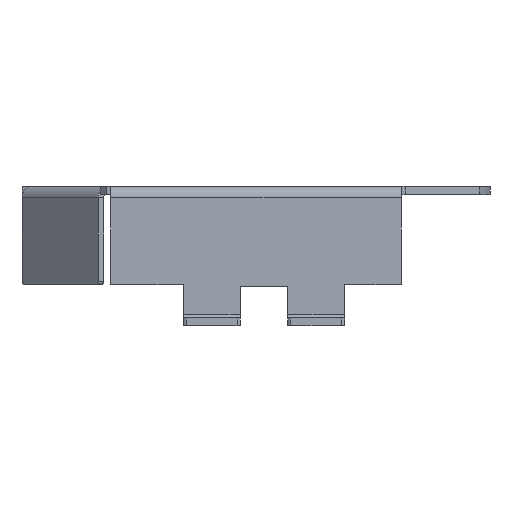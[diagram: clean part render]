
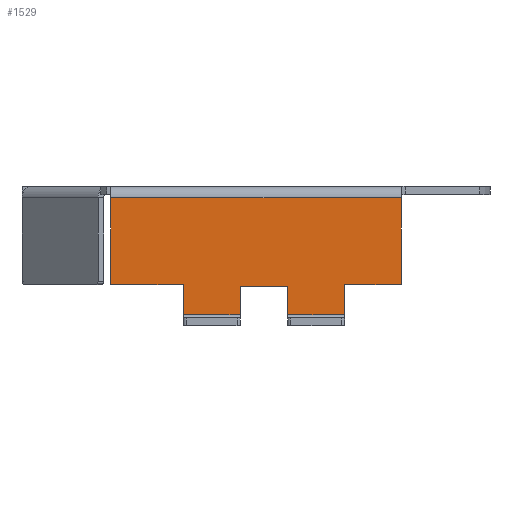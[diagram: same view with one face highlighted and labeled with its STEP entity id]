
A CAD part, left-side view. The second image highlights one B-rep face of the part: STEP entity #1529.
In plain terms, the highlighted planar face has unit normal (-1, 0, 0).
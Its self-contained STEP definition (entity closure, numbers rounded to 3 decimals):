
#9 = CARTESIAN_POINT ( 'NONE',  ( -10.55, -2.6, 0.35 ) ) ;
#200 = EDGE_CURVE ( 'NONE', #4809, #7673, #15585, .T. ) ;
#295 = LINE ( 'NONE', #5457, #15234 ) ;
#352 = DIRECTION ( 'NONE',  ( 0., 0., -1. ) ) ;
#613 = LINE ( 'NONE', #16028, #2256 ) ;
#1091 = AXIS2_PLACEMENT_3D ( 'NONE', #13873, #10283, #352 ) ;
#1304 = ORIENTED_EDGE ( 'NONE', *, *, #5509, .F. ) ;
#1317 = DIRECTION ( 'NONE',  ( 0., -1., 0. ) ) ;
#1529 = ADVANCED_FACE ( 'NONE', ( #8881 ), #7924, .F. ) ;
#1807 = LINE ( 'NONE', #11624, #7108 ) ;
#1874 = CARTESIAN_POINT ( 'NONE',  ( -10.55, 4.8, 0. ) ) ;
#2090 = VECTOR ( 'NONE', #11750, 1000. ) ;
#2183 = DIRECTION ( 'NONE',  ( 0., 1., 0. ) ) ;
#2186 = ORIENTED_EDGE ( 'NONE', *, *, #7527, .T. ) ;
#2256 = VECTOR ( 'NONE', #14662, 1000. ) ;
#2326 = VECTOR ( 'NONE', #1317, 1000. ) ;
#2413 = LINE ( 'NONE', #7443, #6851 ) ;
#2474 = CARTESIAN_POINT ( 'NONE',  ( -10.55, -0.8, 0. ) ) ;
#3018 = VERTEX_POINT ( 'NONE', #10411 ) ;
#3175 = ORIENTED_EDGE ( 'NONE', *, *, #8338, .F. ) ;
#3213 = VERTEX_POINT ( 'NONE', #15903 ) ;
#3492 = EDGE_CURVE ( 'NONE', #12937, #4809, #2413, .T. ) ;
#3601 = EDGE_CURVE ( 'NONE', #10655, #12285, #10295, .T. ) ;
#3769 = CARTESIAN_POINT ( 'NONE',  ( -10.55, 4.8, 1.3 ) ) ;
#4050 = CARTESIAN_POINT ( 'NONE',  ( -10.55, 0., 1.3 ) ) ;
#4460 = DIRECTION ( 'NONE',  ( 0., 0., -1. ) ) ;
#4498 = EDGE_CURVE ( 'NONE', #11615, #12756, #10207, .T. ) ;
#4535 = LINE ( 'NONE', #1874, #7706 ) ;
#4809 = VERTEX_POINT ( 'NONE', #6945 ) ;
#4957 = DIRECTION ( 'NONE',  ( 0., 1., 0. ) ) ;
#5039 = CARTESIAN_POINT ( 'NONE',  ( -10.55, -2.6, 0.35 ) ) ;
#5357 = CARTESIAN_POINT ( 'NONE',  ( -10.55, 0., 1.3 ) ) ;
#5457 = CARTESIAN_POINT ( 'NONE',  ( -10.55, -4.4, 4.05 ) ) ;
#5509 = EDGE_CURVE ( 'NONE', #7728, #3018, #295, .T. ) ;
#5858 = DIRECTION ( 'NONE',  ( 0., 0., -1. ) ) ;
#5880 = VECTOR ( 'NONE', #14829, 1000. ) ;
#6397 = CARTESIAN_POINT ( 'NONE',  ( -10.55, 2.5, 0.35 ) ) ;
#6429 = ORIENTED_EDGE ( 'NONE', *, *, #3492, .F. ) ;
#6699 = CARTESIAN_POINT ( 'NONE',  ( -10.55, 2.5, 0.35 ) ) ;
#6851 = VECTOR ( 'NONE', #2183, 1000. ) ;
#6945 = CARTESIAN_POINT ( 'NONE',  ( -10.55, 0.7, 1.25 ) ) ;
#7108 = VECTOR ( 'NONE', #8903, 1000. ) ;
#7299 = CARTESIAN_POINT ( 'NONE',  ( -10.55, 2.5, 1.3 ) ) ;
#7436 = CARTESIAN_POINT ( 'NONE',  ( -10.55, 4.8, 4.05 ) ) ;
#7443 = CARTESIAN_POINT ( 'NONE',  ( -10.55, 0., 1.25 ) ) ;
#7527 = EDGE_CURVE ( 'NONE', #12285, #3018, #1807, .T. ) ;
#7624 = VECTOR ( 'NONE', #15249, 1000. ) ;
#7673 = VERTEX_POINT ( 'NONE', #9312 ) ;
#7706 = VECTOR ( 'NONE', #4460, 1000. ) ;
#7728 = VERTEX_POINT ( 'NONE', #7436 ) ;
#7924 = PLANE ( 'NONE',  #1091 ) ;
#8109 = VECTOR ( 'NONE', #12379, 1000. ) ;
#8293 = ORIENTED_EDGE ( 'NONE', *, *, #4498, .T. ) ;
#8315 = CARTESIAN_POINT ( 'NONE',  ( -10.55, -4.4, 1.3 ) ) ;
#8338 = EDGE_CURVE ( 'NONE', #10153, #3213, #14928, .T. ) ;
#8638 = EDGE_CURVE ( 'NONE', #7673, #8697, #11097, .T. ) ;
#8697 = VERTEX_POINT ( 'NONE', #6397 ) ;
#8704 = ORIENTED_EDGE ( 'NONE', *, *, #200, .F. ) ;
#8791 = LINE ( 'NONE', #2474, #8109 ) ;
#8881 = FACE_OUTER_BOUND ( 'NONE', #14244, .T. ) ;
#8903 = DIRECTION ( 'NONE',  ( 0., 0., 1. ) ) ;
#9312 = CARTESIAN_POINT ( 'NONE',  ( -10.55, 0.7, 0.35 ) ) ;
#9677 = ORIENTED_EDGE ( 'NONE', *, *, #11448, .F. ) ;
#9822 = ORIENTED_EDGE ( 'NONE', *, *, #8638, .F. ) ;
#9856 = VECTOR ( 'NONE', #5858, 1000. ) ;
#10153 = VERTEX_POINT ( 'NONE', #13927 ) ;
#10207 = LINE ( 'NONE', #4050, #2326 ) ;
#10283 = DIRECTION ( 'NONE',  ( 1., 0., 0. ) ) ;
#10295 = LINE ( 'NONE', #5357, #7624 ) ;
#10411 = CARTESIAN_POINT ( 'NONE',  ( -10.55, -4.4, 4.05 ) ) ;
#10655 = VERTEX_POINT ( 'NONE', #11727 ) ;
#10740 = ORIENTED_EDGE ( 'NONE', *, *, #12030, .T. ) ;
#11097 = LINE ( 'NONE', #9, #5880 ) ;
#11347 = EDGE_CURVE ( 'NONE', #3213, #12937, #8791, .T. ) ;
#11448 = EDGE_CURVE ( 'NONE', #8697, #12756, #15465, .T. ) ;
#11615 = VERTEX_POINT ( 'NONE', #3769 ) ;
#11624 = CARTESIAN_POINT ( 'NONE',  ( -10.55, -4.4, 0. ) ) ;
#11727 = CARTESIAN_POINT ( 'NONE',  ( -10.55, -2.6, 1.3 ) ) ;
#11750 = DIRECTION ( 'NONE',  ( 0., 0., 1. ) ) ;
#11937 = CARTESIAN_POINT ( 'NONE',  ( -10.55, -0.8, 1.25 ) ) ;
#11967 = EDGE_CURVE ( 'NONE', #7728, #11615, #4535, .T. ) ;
#12030 = EDGE_CURVE ( 'NONE', #10153, #10655, #613, .T. ) ;
#12259 = ORIENTED_EDGE ( 'NONE', *, *, #11967, .T. ) ;
#12285 = VERTEX_POINT ( 'NONE', #8315 ) ;
#12379 = DIRECTION ( 'NONE',  ( 0., 0., 1. ) ) ;
#12542 = ORIENTED_EDGE ( 'NONE', *, *, #3601, .T. ) ;
#12756 = VERTEX_POINT ( 'NONE', #7299 ) ;
#12872 = VECTOR ( 'NONE', #4957, 1000. ) ;
#12927 = ORIENTED_EDGE ( 'NONE', *, *, #11347, .F. ) ;
#12937 = VERTEX_POINT ( 'NONE', #11937 ) ;
#13173 = CARTESIAN_POINT ( 'NONE',  ( -10.55, 0.7, 0. ) ) ;
#13873 = CARTESIAN_POINT ( 'NONE',  ( -10.55, 0., 0. ) ) ;
#13927 = CARTESIAN_POINT ( 'NONE',  ( -10.55, -2.6, 0.35 ) ) ;
#13982 = DIRECTION ( 'NONE',  ( 0., -1., 0. ) ) ;
#14244 = EDGE_LOOP ( 'NONE', ( #12927, #3175, #10740, #12542, #2186, #1304, #12259, #8293, #9677, #9822, #8704, #6429 ) ) ;
#14662 = DIRECTION ( 'NONE',  ( 0., 0., 1. ) ) ;
#14829 = DIRECTION ( 'NONE',  ( 0., 1., 0. ) ) ;
#14928 = LINE ( 'NONE', #5039, #12872 ) ;
#15234 = VECTOR ( 'NONE', #13982, 1000. ) ;
#15249 = DIRECTION ( 'NONE',  ( 0., -1., 0. ) ) ;
#15465 = LINE ( 'NONE', #6699, #2090 ) ;
#15585 = LINE ( 'NONE', #13173, #9856 ) ;
#15903 = CARTESIAN_POINT ( 'NONE',  ( -10.55, -0.8, 0.35 ) ) ;
#16028 = CARTESIAN_POINT ( 'NONE',  ( -10.55, -2.6, 0.35 ) ) ;
